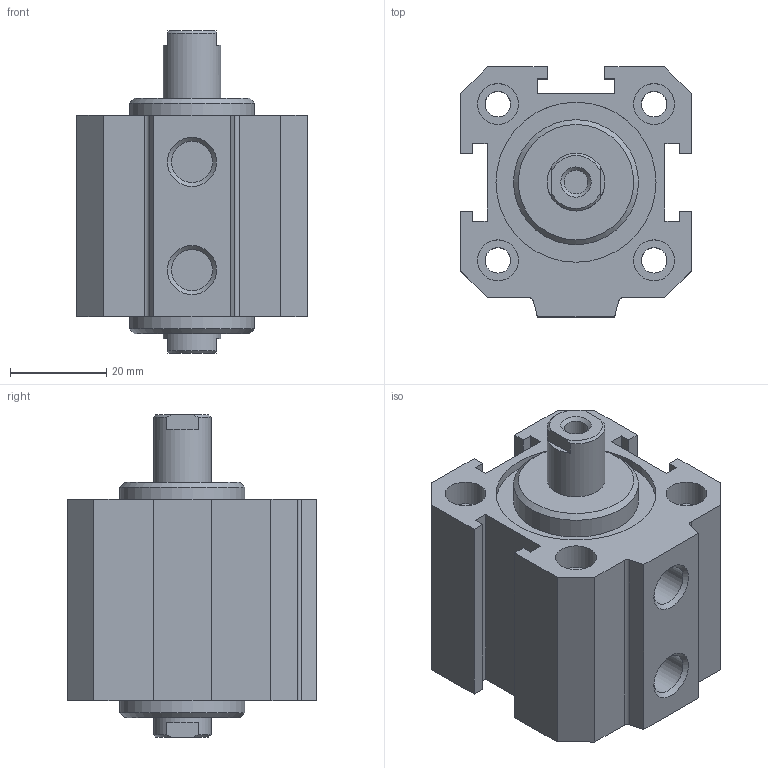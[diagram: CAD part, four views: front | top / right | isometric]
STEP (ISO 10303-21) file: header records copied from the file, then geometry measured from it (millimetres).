
FILE_DESCRIPTION(/* description */ (''),/* implementation_level */ '2;1');
FILE_NAME(/* name */ '1504_32_0010.stp',/* time_stamp */ '2016-08-24T11:29:31+02:00',/* author */ ('Maniean1'),/* organization */ ('Pneumax S.p.A.'),/* preprocessor_version */ 'ST-DEVELOPER v15.2',/* originating_system */ 'Autodesk Inventor 2014',/* authorisation */ '');
FILE_SCHEMA (('AUTOMOTIVE_DESIGN { 1 0 10303 214 3 1 1 }'));
Length unit declared in the file: millimetre
Products named in the file (3): C_1504_32_0010; S_1504_32_0010; 1504_32_0010
Bounding box: 48 x 52 x 67 mm (x, y, z)
Volume: 77972.2 mm3; surface area: 28826.2 mm2
Topology: 2 solids, 2 shells, 106 faces, 242 edges, 160 vertices
Faces by surface type: plane 68, cylinder 28, cone 10
Full cylindrical faces by diameter (mm): 4.917 x2, 5.3 x4, 8.5 x8, 8.566 x2, 12 x4, 26 x2, 32 x2, 33.3 x2
Entity records: 2919 total; most frequent: DIRECTION 492, CARTESIAN_POINT 489, ORIENTED_EDGE 412, EDGE_CURVE 206, AXIS2_PLACEMENT_3D 183, EDGE_LOOP 168, VERTEX_POINT 156, LINE 126
